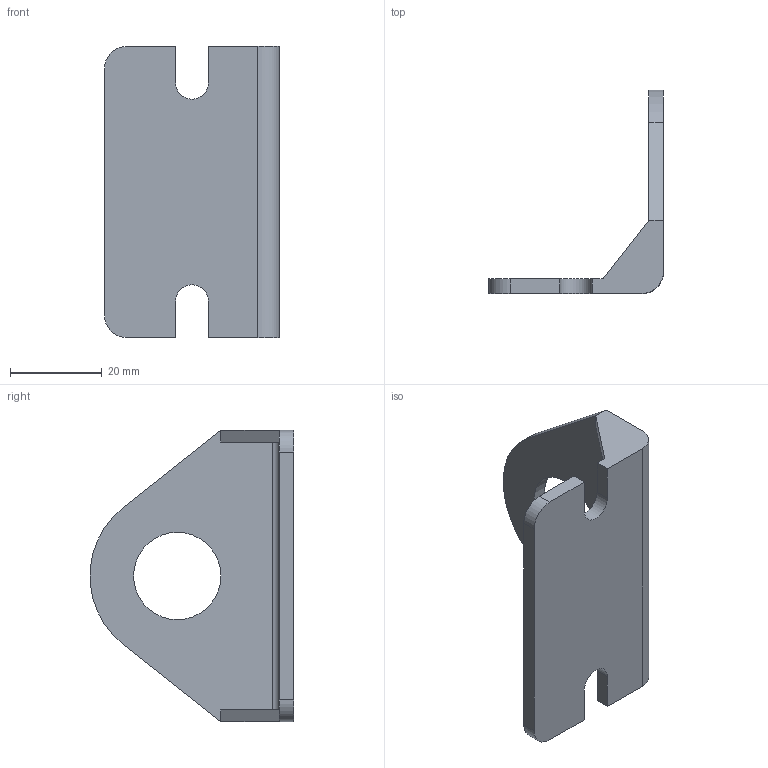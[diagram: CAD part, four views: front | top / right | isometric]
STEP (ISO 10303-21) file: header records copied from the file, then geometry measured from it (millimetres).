
FILE_DESCRIPTION (( 'STEP AP214' ), '1' );
FILE_NAME ('AMB-7.step', '2017-08-21T12:53:29', ( '' ), ( '' ), 'SwSTEP 2.0', 'SolidWorks 2017', '' );
FILE_SCHEMA (( 'AUTOMOTIVE_DESIGN' ));
Length unit declared in the file: inch
Products named in the file (1): AMB-7
Bounding box: 38.1 x 44.39 x 63.5 mm (x, y, z)
Volume: 12515 mm3; surface area: 9004.9 mm2
Topology: 1 solids, 1 shells, 28 faces, 76 edges, 50 vertices
Faces by surface type: plane 19, cylinder 9
Entity records: 926 total; most frequent: CARTESIAN_POINT 155, ORIENTED_EDGE 152, DIRECTION 152, EDGE_CURVE 76, LINE 58, VECTOR 58, VERTEX_POINT 50, AXIS2_PLACEMENT_3D 47
